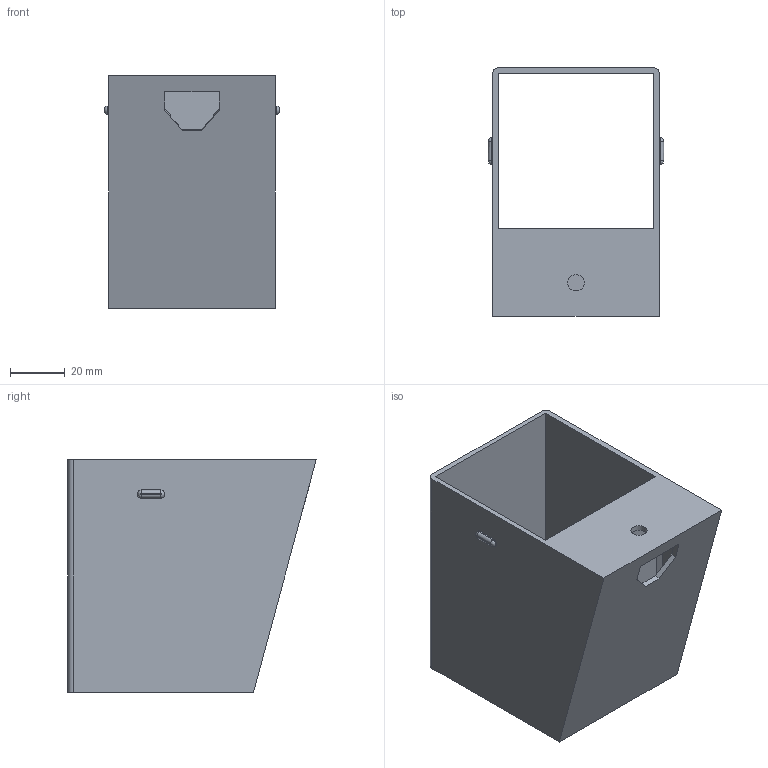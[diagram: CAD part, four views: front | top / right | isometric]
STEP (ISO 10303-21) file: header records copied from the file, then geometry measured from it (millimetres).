
FILE_DESCRIPTION(('FreeCAD Model'),'2;1');
FILE_NAME('Open CASCADE Shape Model','2024-04-15T07:40:19',(''),(''), 'Open CASCADE STEP processor 7.7','FreeCAD','Unknown');
FILE_SCHEMA(('AP242_MANAGED_MODEL_BASED_3D_ENGINEERING_MIM_LF. {1 0 10303 442 1 1 4 }'));
Length unit declared in the file: millimetre
Products named in the file (1): shell
Bounding box: 64.2 x 91 x 85 mm (x, y, z)
Volume: 57929.4 mm3; surface area: 58108.7 mm2
Topology: 1 solids, 1 shells, 57 faces, 141 edges, 88 vertices
Faces by surface type: plane 37, bspline 8, cylinder 8, cone 2, revolution 2
Full cylindrical faces by diameter (mm): 6 x1
Entity records: 4045 total; most frequent: CARTESIAN_POINT 1318, DIRECTION 451, LINE 302, VECTOR 302, ORIENTED_EDGE 282, PCURVE 282, DEFINITIONAL_REPRESENTATION 282, EDGE_CURVE 141
